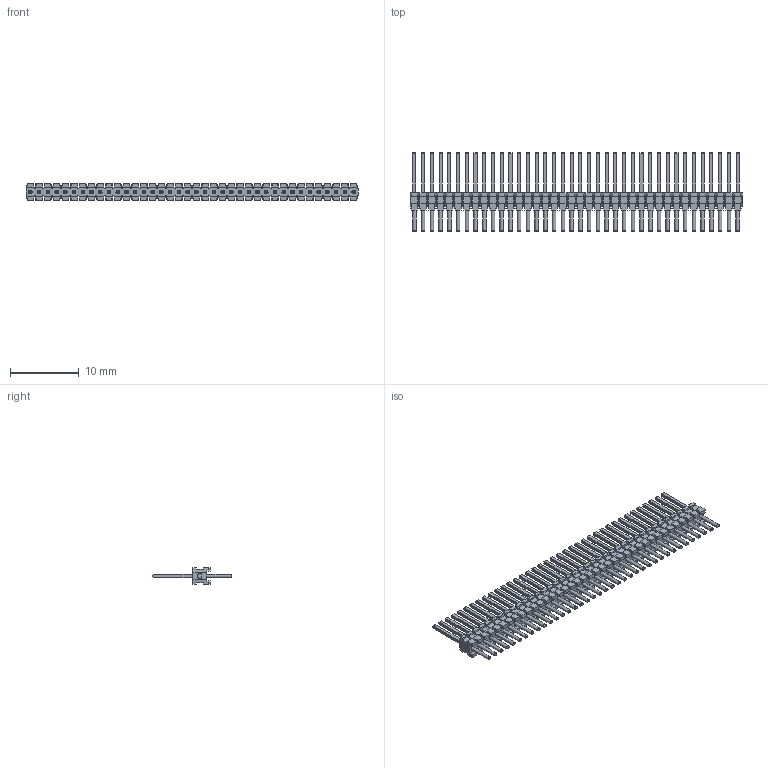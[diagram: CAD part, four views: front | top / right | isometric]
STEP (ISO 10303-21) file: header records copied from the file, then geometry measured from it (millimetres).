
FILE_DESCRIPTION(('FreeCAD Model'),'2;1');
FILE_NAME('Open CASCADE Shape Model','2025-05-09T16:38:51',(''),(''), 'Open CASCADE STEP processor 7.8','FreeCAD','Unknown');
FILE_SCHEMA(('AUTOMOTIVE_DESIGN { 1 0 10303 214 1 1 1 1 }'));
Length unit declared in the file: millimetre
Products named in the file (2): Common001 (Solid); Common
Bounding box: 48.26 x 11.43 x 2.44 mm (x, y, z)
Volume: 297.7 mm3; surface area: 1686.4 mm2
Topology: 2 solids, 2 shells, 1612 faces, 4710 edges, 3140 vertices
Faces by surface type: plane 1574, cylinder 38
Full cylindrical faces by diameter (mm): 0.508 x38
Entity records: 55338 total; most frequent: CARTESIAN_POINT 9501, ORIENTED_EDGE 9420, DIRECTION 8126, EDGE_CURVE 4710, LINE 4444, VECTOR 4444, VERTEX_POINT 3140, AXIS2_PLACEMENT_3D 1841
